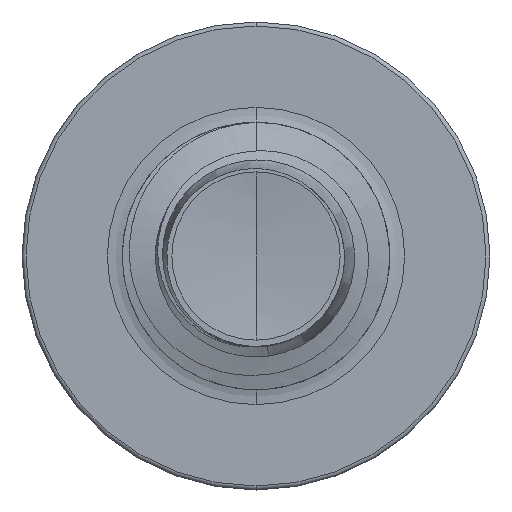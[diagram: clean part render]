
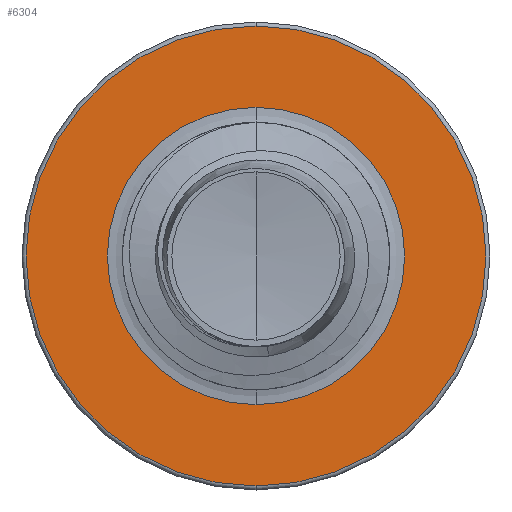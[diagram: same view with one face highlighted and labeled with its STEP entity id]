
A CAD part, front view. The second image highlights one B-rep face of the part: STEP entity #6304.
In plain terms, the highlighted planar face has unit normal (0, -1, 0).
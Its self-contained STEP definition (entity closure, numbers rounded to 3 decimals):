
#106 = AXIS2_PLACEMENT_3D ( 'NONE', #19722, #3850, #15452 ) ;
#321 = FACE_OUTER_BOUND ( 'NONE', #18190, .T. ) ;
#546 = CARTESIAN_POINT ( 'NONE',  ( 0., 4.5, -1.112 ) ) ;
#1011 = ORIENTED_EDGE ( 'NONE', *, *, #3020, .F. ) ;
#1100 = CARTESIAN_POINT ( 'NONE',  ( 0., 4.5, -1.72 ) ) ;
#2164 = CARTESIAN_POINT ( 'NONE',  ( 0., 4.5, 0. ) ) ;
#2519 = VERTEX_POINT ( 'NONE', #8272 ) ;
#3020 = EDGE_CURVE ( 'NONE', #16386, #11877, #6104, .T. ) ;
#3766 = PLANE ( 'NONE',  #106 ) ;
#3850 = DIRECTION ( 'NONE',  ( 0., 1., 0. ) ) ;
#3984 = DIRECTION ( 'NONE',  ( 0., 0., 1. ) ) ;
#4880 = EDGE_CURVE ( 'NONE', #16829, #2519, #5271, .T. ) ;
#5271 = CIRCLE ( 'NONE', #11842, 1.112 ) ;
#5671 = DIRECTION ( 'NONE',  ( 0., 1., 0. ) ) ;
#6104 = CIRCLE ( 'NONE', #12690, 1.72 ) ;
#6304 = ADVANCED_FACE ( 'NONE', ( #321, #20828 ), #3766, .F. ) ;
#6494 = ORIENTED_EDGE ( 'NONE', *, *, #4880, .T. ) ;
#8064 = DIRECTION ( 'NONE',  ( 0., 0., 1. ) ) ;
#8078 = DIRECTION ( 'NONE',  ( 0., 1., 0. ) ) ;
#8087 = CARTESIAN_POINT ( 'NONE',  ( 0., 4.5, 0. ) ) ;
#8272 = CARTESIAN_POINT ( 'NONE',  ( 0., 4.5, 1.112 ) ) ;
#8933 = CARTESIAN_POINT ( 'NONE',  ( 0., 4.5, 0. ) ) ;
#10430 = CARTESIAN_POINT ( 'NONE',  ( 0., 4.5, 1.72 ) ) ;
#10642 = DIRECTION ( 'NONE',  ( 0., 0., 1. ) ) ;
#11680 = AXIS2_PLACEMENT_3D ( 'NONE', #15572, #5671, #17030 ) ;
#11818 = CIRCLE ( 'NONE', #11680, 1.112 ) ;
#11842 = AXIS2_PLACEMENT_3D ( 'NONE', #2164, #14059, #3984 ) ;
#11877 = VERTEX_POINT ( 'NONE', #1100 ) ;
#12388 = CIRCLE ( 'NONE', #13806, 1.72 ) ;
#12690 = AXIS2_PLACEMENT_3D ( 'NONE', #8087, #8078, #8064 ) ;
#13806 = AXIS2_PLACEMENT_3D ( 'NONE', #8933, #19763, #10642 ) ;
#14059 = DIRECTION ( 'NONE',  ( 0., 1., 0. ) ) ;
#14261 = EDGE_CURVE ( 'NONE', #11877, #16386, #12388, .T. ) ;
#14405 = ORIENTED_EDGE ( 'NONE', *, *, #16568, .T. ) ;
#14672 = EDGE_LOOP ( 'NONE', ( #14405, #6494 ) ) ;
#14701 = ORIENTED_EDGE ( 'NONE', *, *, #14261, .F. ) ;
#15452 = DIRECTION ( 'NONE',  ( 0., 0., 1. ) ) ;
#15572 = CARTESIAN_POINT ( 'NONE',  ( 0., 4.5, 0. ) ) ;
#16386 = VERTEX_POINT ( 'NONE', #10430 ) ;
#16568 = EDGE_CURVE ( 'NONE', #2519, #16829, #11818, .T. ) ;
#16829 = VERTEX_POINT ( 'NONE', #546 ) ;
#17030 = DIRECTION ( 'NONE',  ( 0., 0., 1. ) ) ;
#18190 = EDGE_LOOP ( 'NONE', ( #1011, #14701 ) ) ;
#19722 = CARTESIAN_POINT ( 'NONE',  ( 0., 4.5, -1.112 ) ) ;
#19763 = DIRECTION ( 'NONE',  ( 0., 1., 0. ) ) ;
#20828 = FACE_BOUND ( 'NONE', #14672, .T. ) ;
